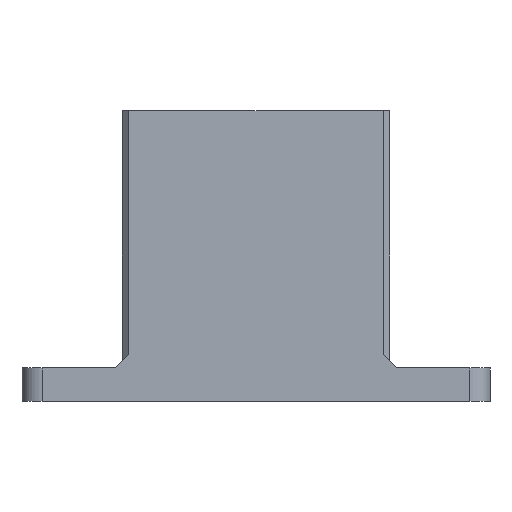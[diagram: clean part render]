
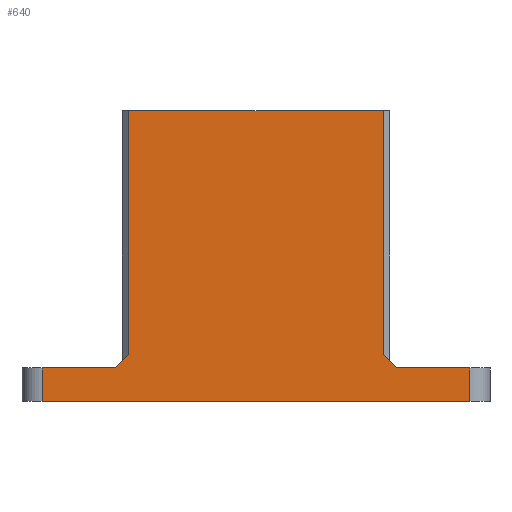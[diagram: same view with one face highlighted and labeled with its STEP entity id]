
A CAD part, front view. The second image highlights one B-rep face of the part: STEP entity #640.
In plain terms, the highlighted planar face has unit normal (0, -1, 0).
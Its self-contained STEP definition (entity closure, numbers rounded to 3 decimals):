
#52=FACE_OUTER_BOUND('',#87,.T.);
#87=EDGE_LOOP('',(#432,#433,#434,#435,#436,#437,#438,#439,#440,#441));
#130=LINE('',#937,#203);
#131=LINE('',#940,#204);
#132=LINE('',#942,#205);
#133=LINE('',#944,#206);
#134=LINE('',#946,#207);
#135=LINE('',#948,#208);
#136=LINE('',#950,#209);
#137=LINE('',#952,#210);
#138=LINE('',#954,#211);
#139=LINE('',#955,#212);
#203=VECTOR('',#750,10.);
#204=VECTOR('',#753,10.);
#205=VECTOR('',#754,10.);
#206=VECTOR('',#755,10.);
#207=VECTOR('',#756,10.);
#208=VECTOR('',#757,10.);
#209=VECTOR('',#758,10.);
#210=VECTOR('',#759,10.);
#211=VECTOR('',#760,10.);
#212=VECTOR('',#761,10.);
#273=VERTEX_POINT('',#930);
#276=VERTEX_POINT('',#935);
#277=VERTEX_POINT('',#939);
#278=VERTEX_POINT('',#941);
#279=VERTEX_POINT('',#943);
#280=VERTEX_POINT('',#945);
#281=VERTEX_POINT('',#947);
#282=VERTEX_POINT('',#949);
#283=VERTEX_POINT('',#951);
#284=VERTEX_POINT('',#953);
#338=EDGE_CURVE('',#276,#273,#130,.T.);
#339=EDGE_CURVE('',#277,#276,#131,.T.);
#340=EDGE_CURVE('',#278,#277,#132,.T.);
#341=EDGE_CURVE('',#279,#278,#133,.T.);
#342=EDGE_CURVE('',#279,#280,#134,.T.);
#343=EDGE_CURVE('',#281,#280,#135,.T.);
#344=EDGE_CURVE('',#282,#281,#136,.T.);
#345=EDGE_CURVE('',#283,#282,#137,.T.);
#346=EDGE_CURVE('',#284,#283,#138,.T.);
#347=EDGE_CURVE('',#273,#284,#139,.T.);
#432=ORIENTED_EDGE('',*,*,#338,.F.);
#433=ORIENTED_EDGE('',*,*,#339,.F.);
#434=ORIENTED_EDGE('',*,*,#340,.F.);
#435=ORIENTED_EDGE('',*,*,#341,.F.);
#436=ORIENTED_EDGE('',*,*,#342,.T.);
#437=ORIENTED_EDGE('',*,*,#343,.F.);
#438=ORIENTED_EDGE('',*,*,#344,.F.);
#439=ORIENTED_EDGE('',*,*,#345,.F.);
#440=ORIENTED_EDGE('',*,*,#346,.F.);
#441=ORIENTED_EDGE('',*,*,#347,.F.);
#615=PLANE('',#689);
#640=ADVANCED_FACE('',(#52),#615,.T.);
#689=AXIS2_PLACEMENT_3D('',#938,#751,#752);
#750=DIRECTION('',(0.,0.,1.));
#751=DIRECTION('center_axis',(0.,-1.,0.));
#752=DIRECTION('ref_axis',(1.,0.,0.));
#753=DIRECTION('',(0.707,0.,0.707));
#754=DIRECTION('',(1.,0.,0.));
#755=DIRECTION('',(0.,0.,1.));
#756=DIRECTION('',(1.,0.,0.));
#757=DIRECTION('',(0.,0.,-1.));
#758=DIRECTION('',(1.,0.,0.));
#759=DIRECTION('',(0.707,0.,-0.707));
#760=DIRECTION('',(0.,0.,-1.));
#761=DIRECTION('',(1.,0.,0.));
#930=CARTESIAN_POINT('',(-19.,-11.,43.5));
#935=CARTESIAN_POINT('',(-19.,-11.,7.));
#937=CARTESIAN_POINT('',(-19.,-11.,0.));
#938=CARTESIAN_POINT('Origin',(-20.,-11.,0.));
#939=CARTESIAN_POINT('',(-21.,-11.,5.));
#940=CARTESIAN_POINT('',(-21.75,-11.,4.25));
#941=CARTESIAN_POINT('',(-32.,-11.,5.));
#942=CARTESIAN_POINT('',(-35.,-11.,5.));
#943=CARTESIAN_POINT('',(-32.,-11.,0.));
#944=CARTESIAN_POINT('',(-32.,-11.,0.));
#945=CARTESIAN_POINT('',(32.,-11.,0.));
#946=CARTESIAN_POINT('',(-35.,-11.,0.));
#947=CARTESIAN_POINT('',(32.,-11.,5.));
#948=CARTESIAN_POINT('',(32.,-11.,0.));
#949=CARTESIAN_POINT('',(21.,-11.,5.));
#950=CARTESIAN_POINT('',(35.,-11.,5.));
#951=CARTESIAN_POINT('',(19.,-11.,7.));
#952=CARTESIAN_POINT('',(11.75,-11.,14.25));
#953=CARTESIAN_POINT('',(19.,-11.,43.5));
#954=CARTESIAN_POINT('',(19.,-11.,0.));
#955=CARTESIAN_POINT('',(20.,-11.,43.5));
